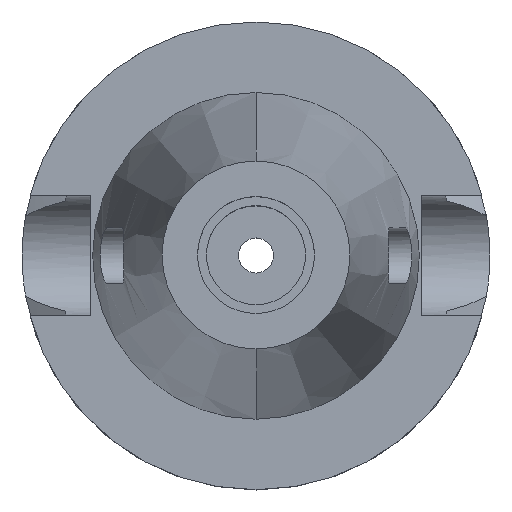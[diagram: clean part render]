
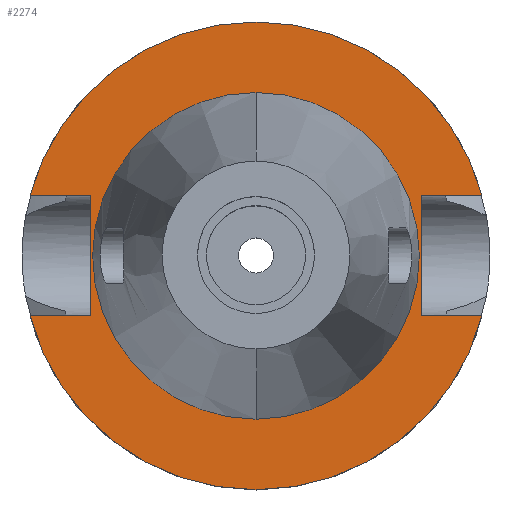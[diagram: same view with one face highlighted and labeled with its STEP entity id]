
A CAD part, top view. The second image highlights one B-rep face of the part: STEP entity #2274.
In plain terms, the highlighted planar face has unit normal (0, 0, 1).
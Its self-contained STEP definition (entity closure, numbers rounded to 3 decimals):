
#641=DIRECTION('',(0.,1.,0.));
#642=VECTOR('',#641,25.7);
#643=CARTESIAN_POINT('',(-35.4,-12.85,-1.5));
#644=LINE('',#643,#642);
#648=DIRECTION('',(-1.,0.,0.));
#649=VECTOR('',#648,12.921);
#650=CARTESIAN_POINT('',(-35.4,12.85,-1.5));
#651=LINE('',#650,#649);
#655=CARTESIAN_POINT('',(0.,0.,-1.5));
#656=DIRECTION('',(0.,0.,-1.));
#657=DIRECTION('',(-0.966,0.257,0.));
#658=AXIS2_PLACEMENT_3D('',#655,#656,#657);
#663=CARTESIAN_POINT('',(0.,0.,-1.5));
#664=DIRECTION('',(0.,0.,-1.));
#665=DIRECTION('',(0.,1.,0.));
#666=AXIS2_PLACEMENT_3D('',#663,#664,#665);
#671=DIRECTION('',(0.,-1.,0.));
#672=VECTOR('',#671,25.7);
#673=CARTESIAN_POINT('',(35.4,12.85,-1.5));
#674=LINE('',#673,#672);
#678=DIRECTION('',(1.,0.,0.));
#679=VECTOR('',#678,12.921);
#680=CARTESIAN_POINT('',(35.4,-12.85,-1.5));
#681=LINE('',#680,#679);
#685=CARTESIAN_POINT('',(0.,0.,-1.5));
#686=DIRECTION('',(0.,0.,-1.));
#687=DIRECTION('',(0.966,-0.257,0.));
#688=AXIS2_PLACEMENT_3D('',#685,#686,#687);
#693=CARTESIAN_POINT('',(0.,0.,-1.5));
#694=DIRECTION('',(0.,0.,-1.));
#695=DIRECTION('',(0.,-1.,0.));
#696=AXIS2_PLACEMENT_3D('',#693,#694,#695);
#701=CARTESIAN_POINT('',(0.,0.,-1.5));
#702=DIRECTION('',(0.,0.,1.));
#703=DIRECTION('',(0.,-1.,0.));
#704=AXIS2_PLACEMENT_3D('',#701,#702,#703);
#709=CARTESIAN_POINT('',(0.,0.,-1.5));
#710=DIRECTION('',(0.,0.,1.));
#711=DIRECTION('',(0.,1.,0.));
#712=AXIS2_PLACEMENT_3D('',#709,#710,#711);
#747=DIRECTION('',(-1.,0.,0.));
#748=VECTOR('',#747,12.921);
#749=CARTESIAN_POINT('',(-35.4,-12.85,-1.5));
#750=LINE('',#749,#748);
#1439=DIRECTION('',(1.,0.,0.));
#1440=VECTOR('',#1439,12.921);
#1441=CARTESIAN_POINT('',(35.4,12.85,-1.5));
#1442=LINE('',#1441,#1440);
#1719=CARTESIAN_POINT('',(0.,34.925,-1.5));
#1720=VERTEX_POINT('',#1719);
#1721=CARTESIAN_POINT('',(0.,-34.925,-1.5));
#1722=VERTEX_POINT('',#1721);
#1723=CARTESIAN_POINT('',(-35.4,-12.85,-1.5));
#1724=CARTESIAN_POINT('',(-35.4,12.85,-1.5));
#1725=VERTEX_POINT('',#1723);
#1726=VERTEX_POINT('',#1724);
#1727=CARTESIAN_POINT('',(-48.321,12.85,-1.5));
#1728=VERTEX_POINT('',#1727);
#1729=CARTESIAN_POINT('',(0.,50.,-1.5));
#1730=CARTESIAN_POINT('',(48.321,12.85,-1.5));
#1731=VERTEX_POINT('',#1729);
#1732=VERTEX_POINT('',#1730);
#1733=CARTESIAN_POINT('',(35.4,12.85,-1.5));
#1734=VERTEX_POINT('',#1733);
#1735=CARTESIAN_POINT('',(35.4,-12.85,-1.5));
#1736=VERTEX_POINT('',#1735);
#1737=CARTESIAN_POINT('',(48.321,-12.85,-1.5));
#1738=VERTEX_POINT('',#1737);
#1739=CARTESIAN_POINT('',(0.,-50.,-1.5));
#1740=CARTESIAN_POINT('',(-48.321,-12.85,-1.5));
#1741=VERTEX_POINT('',#1739);
#1742=VERTEX_POINT('',#1740);
#2243=CARTESIAN_POINT('',(0.,0.,-1.5));
#2244=DIRECTION('',(0.,0.,-1.));
#2245=DIRECTION('',(0.,-1.,0.));
#2246=AXIS2_PLACEMENT_3D('',#2243,#2244,#2245);
#2247=PLANE('',#2246);
#2249=ORIENTED_EDGE('',*,*,#2248,.T.);
#2251=ORIENTED_EDGE('',*,*,#2250,.T.);
#2253=ORIENTED_EDGE('',*,*,#2252,.T.);
#2255=ORIENTED_EDGE('',*,*,#2254,.T.);
#2257=ORIENTED_EDGE('',*,*,#2256,.F.);
#2259=ORIENTED_EDGE('',*,*,#2258,.T.);
#2261=ORIENTED_EDGE('',*,*,#2260,.T.);
#2263=ORIENTED_EDGE('',*,*,#2262,.T.);
#2265=ORIENTED_EDGE('',*,*,#2264,.T.);
#2267=ORIENTED_EDGE('',*,*,#2266,.F.);
#2268=EDGE_LOOP('',(#2249,#2251,#2253,#2255,#2257,#2259,#2261,#2263,#2265,
#2267));
#2269=FACE_OUTER_BOUND('',#2268,.F.);
#2270=ORIENTED_EDGE('',*,*,#2236,.T.);
#2271=ORIENTED_EDGE('',*,*,#2225,.T.);
#2272=EDGE_LOOP('',(#2270,#2271));
#2273=FACE_BOUND('',#2272,.F.);
#659=CIRCLE('',#658,50.);
#667=CIRCLE('',#666,50.);
#689=CIRCLE('',#688,50.);
#697=CIRCLE('',#696,50.);
#705=CIRCLE('',#704,34.925);
#713=CIRCLE('',#712,34.925);
#2225=EDGE_CURVE('',#1720,#1722,#713,.T.);
#2236=EDGE_CURVE('',#1722,#1720,#705,.T.);
#2248=EDGE_CURVE('',#1725,#1726,#644,.T.);
#2250=EDGE_CURVE('',#1726,#1728,#651,.T.);
#2252=EDGE_CURVE('',#1728,#1731,#659,.T.);
#2254=EDGE_CURVE('',#1731,#1732,#667,.T.);
#2256=EDGE_CURVE('',#1734,#1732,#1442,.T.);
#2258=EDGE_CURVE('',#1734,#1736,#674,.T.);
#2260=EDGE_CURVE('',#1736,#1738,#681,.T.);
#2262=EDGE_CURVE('',#1738,#1741,#689,.T.);
#2264=EDGE_CURVE('',#1741,#1742,#697,.T.);
#2266=EDGE_CURVE('',#1725,#1742,#750,.T.);
#2274=ADVANCED_FACE('',(#2269,#2273),#2247,.F.);
